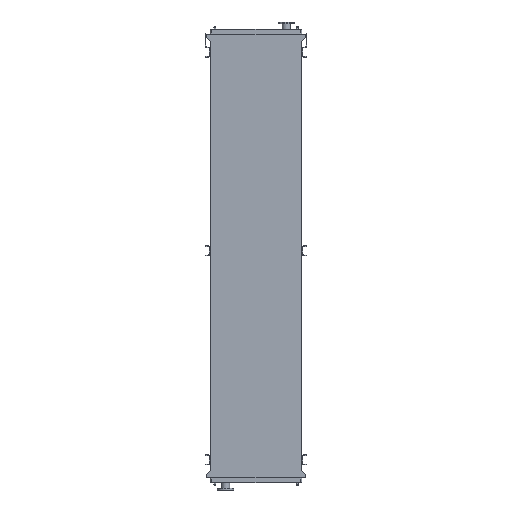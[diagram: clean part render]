
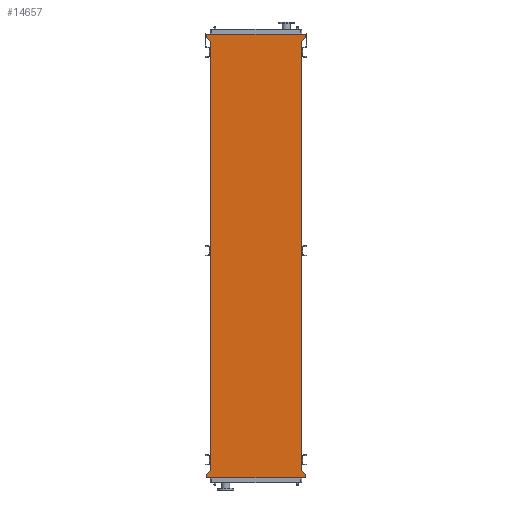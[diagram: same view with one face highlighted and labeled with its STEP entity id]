
A CAD part, front view. The second image highlights one B-rep face of the part: STEP entity #14657.
In plain terms, the highlighted planar face has unit normal (0, -1, 0).
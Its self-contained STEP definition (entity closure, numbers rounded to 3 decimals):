
#6 = DIRECTION ( 'NONE',  ( 0., -1., 0. ) ) ;
#231 = CARTESIAN_POINT ( 'NONE',  ( -605., 0., -5650. ) ) ;
#284 = DIRECTION ( 'NONE',  ( 0., 0., 1. ) ) ;
#347 = CARTESIAN_POINT ( 'NONE',  ( -651., 0., -5745. ) ) ;
#493 = PLANE ( 'NONE',  #6170 ) ;
#515 = ORIENTED_EDGE ( 'NONE', *, *, #10382, .F. ) ;
#544 = CARTESIAN_POINT ( 'NONE',  ( -651., 0., -5703. ) ) ;
#633 = DIRECTION ( 'NONE',  ( 0.655, 0., 0.755 ) ) ;
#650 = VERTEX_POINT ( 'NONE', #4390 ) ;
#885 = VECTOR ( 'NONE', #1992, 1000. ) ;
#921 = LINE ( 'NONE', #12558, #18555 ) ;
#931 = CARTESIAN_POINT ( 'NONE',  ( -651., 0., -5703. ) ) ;
#942 = DIRECTION ( 'NONE',  ( 0., 0., 1. ) ) ;
#1005 = ORIENTED_EDGE ( 'NONE', *, *, #5407, .F. ) ;
#1025 = CARTESIAN_POINT ( 'NONE',  ( -605., 0., -5650. ) ) ;
#1207 = CARTESIAN_POINT ( 'NONE',  ( -605., 0., -5650. ) ) ;
#1399 = DIRECTION ( 'NONE',  ( -0.655, 0., 0.755 ) ) ;
#1510 = CARTESIAN_POINT ( 'NONE',  ( -605., 0., 0. ) ) ;
#1533 = DIRECTION ( 'NONE',  ( 0., 0., -1. ) ) ;
#1586 = DIRECTION ( 'NONE',  ( 0.655, 0., -0.755 ) ) ;
#1905 = VERTEX_POINT ( 'NONE', #7012 ) ;
#1915 = CARTESIAN_POINT ( 'NONE',  ( -651., 0., 53. ) ) ;
#1992 = DIRECTION ( 'NONE',  ( 0., 0., 1. ) ) ;
#2040 = CARTESIAN_POINT ( 'NONE',  ( 605., 0., 0. ) ) ;
#2132 = CARTESIAN_POINT ( 'NONE',  ( 605., 0., -5650. ) ) ;
#2339 = DIRECTION ( 'NONE',  ( 0., 0., -1. ) ) ;
#2340 = VERTEX_POINT ( 'NONE', #12403 ) ;
#2354 = CARTESIAN_POINT ( 'NONE',  ( 651., 0., -5745. ) ) ;
#2378 = VECTOR ( 'NONE', #284, 1000. ) ;
#2394 = CARTESIAN_POINT ( 'NONE',  ( 651., 0., 95. ) ) ;
#2420 = DIRECTION ( 'NONE',  ( -0.655, 0., -0.755 ) ) ;
#2481 = CARTESIAN_POINT ( 'NONE',  ( 651., 0., 53. ) ) ;
#3328 = VERTEX_POINT ( 'NONE', #20287 ) ;
#3362 = ORIENTED_EDGE ( 'NONE', *, *, #10427, .F. ) ;
#3559 = LINE ( 'NONE', #544, #16092 ) ;
#3586 = DIRECTION ( 'NONE',  ( 1., 0., 0. ) ) ;
#3848 = DIRECTION ( 'NONE',  ( 0., 0., 1. ) ) ;
#4131 = VECTOR ( 'NONE', #1399, 1000. ) ;
#4245 = CARTESIAN_POINT ( 'NONE',  ( -651., 0., 95. ) ) ;
#4279 = CARTESIAN_POINT ( 'NONE',  ( 605., 0., -5650. ) ) ;
#4390 = CARTESIAN_POINT ( 'NONE',  ( -651., 0., 95. ) ) ;
#5407 = EDGE_CURVE ( 'NONE', #650, #3328, #17604, .T. ) ;
#5520 = ORIENTED_EDGE ( 'NONE', *, *, #10495, .F. ) ;
#5994 = CARTESIAN_POINT ( 'NONE',  ( 605., 0., -5650. ) ) ;
#6170 = AXIS2_PLACEMENT_3D ( 'NONE', #231, #6, #1533 ) ;
#6403 = LINE ( 'NONE', #2394, #15405 ) ;
#6961 = LINE ( 'NONE', #2481, #19215 ) ;
#7012 = CARTESIAN_POINT ( 'NONE',  ( -605., 0., 0. ) ) ;
#8292 = VECTOR ( 'NONE', #942, 1000. ) ;
#8526 = VERTEX_POINT ( 'NONE', #17885 ) ;
#8844 = LINE ( 'NONE', #1510, #4131 ) ;
#8875 = VECTOR ( 'NONE', #1586, 1000. ) ;
#8952 = VERTEX_POINT ( 'NONE', #14841 ) ;
#9570 = ORIENTED_EDGE ( 'NONE', *, *, #10248, .F. ) ;
#9636 = LINE ( 'NONE', #4279, #17716 ) ;
#9951 = VERTEX_POINT ( 'NONE', #5994 ) ;
#10123 = EDGE_CURVE ( 'NONE', #9951, #11164, #9636, .T. ) ;
#10248 = EDGE_CURVE ( 'NONE', #8526, #11164, #6961, .T. ) ;
#10252 = EDGE_CURVE ( 'NONE', #3328, #8526, #6403, .T. ) ;
#10277 = EDGE_CURVE ( 'NONE', #2340, #650, #18344, .T. ) ;
#10325 = EDGE_CURVE ( 'NONE', #1905, #2340, #8844, .T. ) ;
#10352 = EDGE_CURVE ( 'NONE', #15212, #1905, #17049, .T. ) ;
#10382 = EDGE_CURVE ( 'NONE', #10891, #15212, #3559, .T. ) ;
#10389 = EDGE_CURVE ( 'NONE', #13008, #10891, #19844, .T. ) ;
#10427 = EDGE_CURVE ( 'NONE', #21243, #13008, #15133, .T. ) ;
#10456 = EDGE_CURVE ( 'NONE', #8952, #21243, #921, .T. ) ;
#10495 = EDGE_CURVE ( 'NONE', #9951, #8952, #21119, .T. ) ;
#10891 = VERTEX_POINT ( 'NONE', #931 ) ;
#11164 = VERTEX_POINT ( 'NONE', #2040 ) ;
#11574 = ORIENTED_EDGE ( 'NONE', *, *, #10123, .T. ) ;
#11644 = DIRECTION ( 'NONE',  ( 0., 0., -1. ) ) ;
#11897 = EDGE_LOOP ( 'NONE', ( #11574, #9570, #14070, #1005, #18435, #21175, #12874, #515, #14315, #3362, #19492, #5520 ) ) ;
#12403 = CARTESIAN_POINT ( 'NONE',  ( -651., 0., 53. ) ) ;
#12558 = CARTESIAN_POINT ( 'NONE',  ( 651., 0., -5703. ) ) ;
#12874 = ORIENTED_EDGE ( 'NONE', *, *, #10352, .F. ) ;
#13008 = VERTEX_POINT ( 'NONE', #15228 ) ;
#14070 = ORIENTED_EDGE ( 'NONE', *, *, #10252, .F. ) ;
#14315 = ORIENTED_EDGE ( 'NONE', *, *, #10389, .F. ) ;
#14657 = ADVANCED_FACE ( 'NONE', ( #19487 ), #493, .T. ) ;
#14841 = CARTESIAN_POINT ( 'NONE',  ( 651., 0., -5703. ) ) ;
#15133 = LINE ( 'NONE', #15413, #18978 ) ;
#15212 = VERTEX_POINT ( 'NONE', #1207 ) ;
#15217 = DIRECTION ( 'NONE',  ( -1., 0., 0. ) ) ;
#15228 = CARTESIAN_POINT ( 'NONE',  ( -651., 0., -5745. ) ) ;
#15405 = VECTOR ( 'NONE', #2339, 1000. ) ;
#15413 = CARTESIAN_POINT ( 'NONE',  ( 651., 0., -5745. ) ) ;
#16092 = VECTOR ( 'NONE', #633, 1000. ) ;
#17049 = LINE ( 'NONE', #1025, #8292 ) ;
#17604 = LINE ( 'NONE', #4245, #20797 ) ;
#17716 = VECTOR ( 'NONE', #3848, 1000. ) ;
#17885 = CARTESIAN_POINT ( 'NONE',  ( 651., 0., 53. ) ) ;
#18344 = LINE ( 'NONE', #1915, #885 ) ;
#18435 = ORIENTED_EDGE ( 'NONE', *, *, #10277, .F. ) ;
#18555 = VECTOR ( 'NONE', #11644, 1000. ) ;
#18978 = VECTOR ( 'NONE', #15217, 1000. ) ;
#19215 = VECTOR ( 'NONE', #2420, 1000. ) ;
#19487 = FACE_OUTER_BOUND ( 'NONE', #11897, .T. ) ;
#19492 = ORIENTED_EDGE ( 'NONE', *, *, #10456, .F. ) ;
#19844 = LINE ( 'NONE', #347, #2378 ) ;
#20287 = CARTESIAN_POINT ( 'NONE',  ( 651., 0., 95. ) ) ;
#20797 = VECTOR ( 'NONE', #3586, 1000. ) ;
#21119 = LINE ( 'NONE', #2132, #8875 ) ;
#21175 = ORIENTED_EDGE ( 'NONE', *, *, #10325, .F. ) ;
#21243 = VERTEX_POINT ( 'NONE', #2354 ) ;
